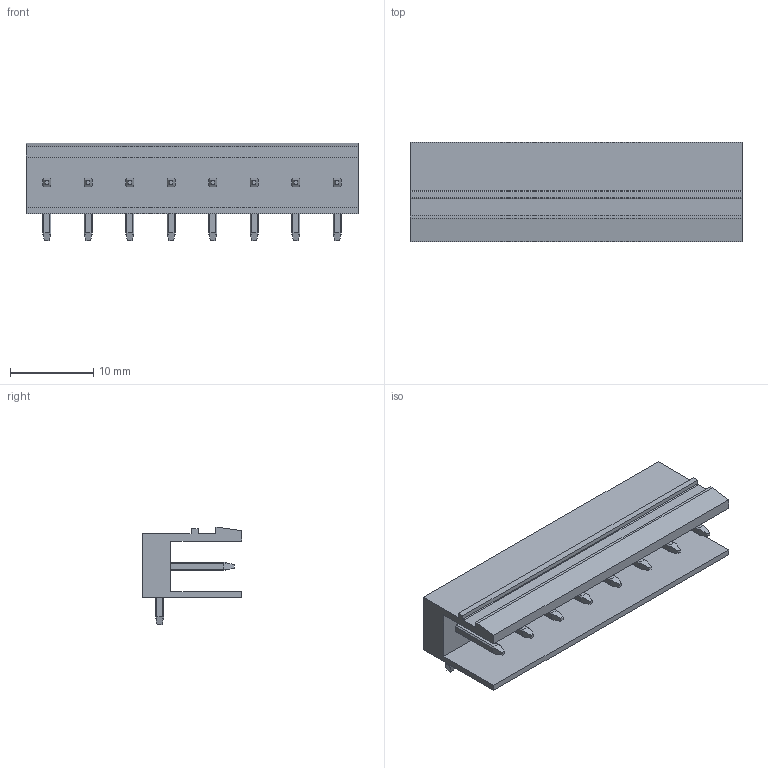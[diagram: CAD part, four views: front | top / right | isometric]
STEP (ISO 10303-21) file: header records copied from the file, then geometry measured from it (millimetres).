
FILE_DESCRIPTION(('CATIA V5 STEP Exchange','CAx-IF Rec.Pracs.--- Model Styling and Organization---1.2---2011-12-15'),'2;1');
FILE_NAME ('D1452868_0_1571190000_1571190000.stp','2018-10-13T05:23:58+00:00',('none'),('Weidmueller'),'CATIA Version 5-6 Release 2014','CATIA V5 STEP AP214','none');
FILE_SCHEMA(('AUTOMOTIVE_DESIGN { 1 0 10303 214 1 1 1 1 }'));
Length unit declared in the file: millimetre
Products named in the file (1): 1571190000
Bounding box: 40 x 12 x 11.7 mm (x, y, z)
Volume: 1790.6 mm3; surface area: 3031 mm2
Topology: 9 solids, 9 shells, 323 faces, 851 edges, 546 vertices
Faces by surface type: plane 193, cylinder 130
Entity records: 8981 total; most frequent: CARTESIAN_POINT 2148, ORIENTED_EDGE 1702, DIRECTION 865, EDGE_CURVE 845, VERTEX_POINT 538, VECTOR 525, LINE 525, EDGE_LOOP 339
